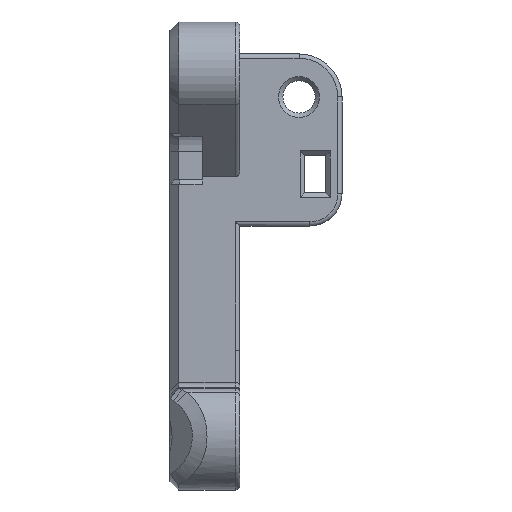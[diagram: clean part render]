
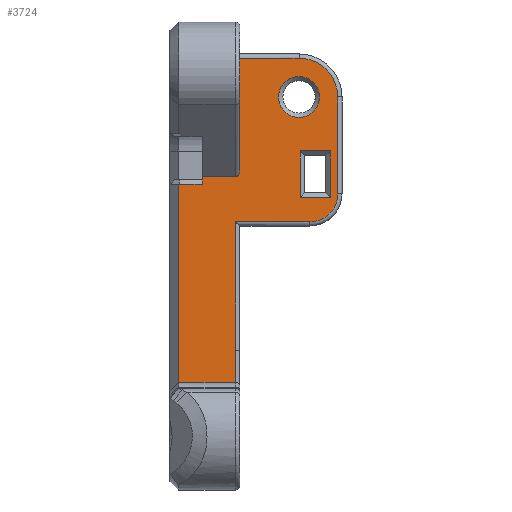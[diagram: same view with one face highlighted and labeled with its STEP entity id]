
A CAD part, left-side view. The second image highlights one B-rep face of the part: STEP entity #3724.
In plain terms, the highlighted planar face has unit normal (-1, 0, 0).
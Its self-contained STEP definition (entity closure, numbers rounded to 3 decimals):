
#86=FACE_BOUND('',#515,.T.);
#87=FACE_BOUND('',#516,.T.);
#103=PLANE('',#4037);
#282=FACE_OUTER_BOUND('',#514,.T.);
#514=EDGE_LOOP('',(#2696,#2697,#2698,#2699,#2700,#2701,#2702,#2703,#2704,
#2705,#2706,#2707,#2708,#2709));
#515=EDGE_LOOP('',(#2710));
#516=EDGE_LOOP('',(#2711,#2712,#2713,#2714));
#713=ELLIPSE('',#4038,0.566,0.4);
#766=CIRCLE('',#4000,3.6);
#769=CIRCLE('',#4005,2.6);
#787=CIRCLE('',#4039,1.9);
#939=LINE('',#5669,#1278);
#940=LINE('',#5672,#1279);
#941=LINE('',#5679,#1280);
#943=LINE('',#5700,#1282);
#944=LINE('',#5706,#1283);
#955=LINE('',#5805,#1294);
#957=LINE('',#5809,#1296);
#958=LINE('',#5813,#1297);
#959=LINE('',#5815,#1298);
#960=LINE('',#5817,#1299);
#961=LINE('',#5818,#1300);
#962=LINE('',#5823,#1301);
#963=LINE('',#5825,#1302);
#964=LINE('',#5827,#1303);
#965=LINE('',#5828,#1304);
#1278=VECTOR('',#4512,10.);
#1279=VECTOR('',#4515,10.);
#1280=VECTOR('',#4522,10.);
#1282=VECTOR('',#4536,10.);
#1283=VECTOR('',#4545,10.);
#1294=VECTOR('',#4616,10.);
#1296=VECTOR('',#4620,10.);
#1297=VECTOR('',#4623,10.);
#1298=VECTOR('',#4624,10.);
#1299=VECTOR('',#4625,10.);
#1300=VECTOR('',#4626,10.);
#1301=VECTOR('',#4629,10.);
#1302=VECTOR('',#4630,10.);
#1303=VECTOR('',#4631,10.);
#1304=VECTOR('',#4632,10.);
#1645=VERTEX_POINT('',#5661);
#1647=VERTEX_POINT('',#5667);
#1648=VERTEX_POINT('',#5671);
#1650=VERTEX_POINT('',#5676);
#1651=VERTEX_POINT('',#5678);
#1653=VERTEX_POINT('',#5694);
#1654=VERTEX_POINT('',#5698);
#1655=VERTEX_POINT('',#5702);
#1673=VERTEX_POINT('',#5804);
#1674=VERTEX_POINT('',#5808);
#1675=VERTEX_POINT('',#5810);
#1676=VERTEX_POINT('',#5812);
#1677=VERTEX_POINT('',#5814);
#1678=VERTEX_POINT('',#5816);
#1679=VERTEX_POINT('',#5819);
#1680=VERTEX_POINT('',#5821);
#1681=VERTEX_POINT('',#5822);
#1682=VERTEX_POINT('',#5824);
#1683=VERTEX_POINT('',#5826);
#2010=EDGE_CURVE('',#1647,#1645,#939,.T.);
#2011=EDGE_CURVE('',#1648,#1647,#940,.T.);
#2014=EDGE_CURVE('',#1650,#1651,#941,.T.);
#2019=EDGE_CURVE('',#1651,#1653,#766,.T.);
#2021=EDGE_CURVE('',#1653,#1654,#943,.T.);
#2023=EDGE_CURVE('',#1654,#1655,#769,.T.);
#2024=EDGE_CURVE('',#1655,#1648,#944,.T.);
#2055=EDGE_CURVE('',#1645,#1673,#955,.T.);
#2057=EDGE_CURVE('',#1674,#1650,#957,.T.);
#2058=EDGE_CURVE('',#1675,#1674,#713,.F.);
#2059=EDGE_CURVE('',#1676,#1675,#958,.T.);
#2060=EDGE_CURVE('',#1676,#1677,#959,.T.);
#2061=EDGE_CURVE('',#1678,#1677,#960,.T.);
#2062=EDGE_CURVE('',#1673,#1678,#961,.T.);
#2063=EDGE_CURVE('',#1679,#1679,#787,.T.);
#2064=EDGE_CURVE('',#1680,#1681,#962,.T.);
#2065=EDGE_CURVE('',#1682,#1680,#963,.T.);
#2066=EDGE_CURVE('',#1683,#1682,#964,.T.);
#2067=EDGE_CURVE('',#1681,#1683,#965,.T.);
#2696=ORIENTED_EDGE('',*,*,#2010,.F.);
#2697=ORIENTED_EDGE('',*,*,#2011,.F.);
#2698=ORIENTED_EDGE('',*,*,#2024,.F.);
#2699=ORIENTED_EDGE('',*,*,#2023,.F.);
#2700=ORIENTED_EDGE('',*,*,#2021,.F.);
#2701=ORIENTED_EDGE('',*,*,#2019,.F.);
#2702=ORIENTED_EDGE('',*,*,#2014,.F.);
#2703=ORIENTED_EDGE('',*,*,#2057,.F.);
#2704=ORIENTED_EDGE('',*,*,#2058,.F.);
#2705=ORIENTED_EDGE('',*,*,#2059,.F.);
#2706=ORIENTED_EDGE('',*,*,#2060,.T.);
#2707=ORIENTED_EDGE('',*,*,#2061,.F.);
#2708=ORIENTED_EDGE('',*,*,#2062,.F.);
#2709=ORIENTED_EDGE('',*,*,#2055,.F.);
#2710=ORIENTED_EDGE('',*,*,#2063,.F.);
#2711=ORIENTED_EDGE('',*,*,#2064,.F.);
#2712=ORIENTED_EDGE('',*,*,#2065,.F.);
#2713=ORIENTED_EDGE('',*,*,#2066,.F.);
#2714=ORIENTED_EDGE('',*,*,#2067,.F.);
#3724=ADVANCED_FACE('',(#282,#86,#87),#103,.T.);
#4000=AXIS2_PLACEMENT_3D('',#5696,#4530,#4531);
#4005=AXIS2_PLACEMENT_3D('',#5704,#4541,#4542);
#4037=AXIS2_PLACEMENT_3D('',#5807,#4618,#4619);
#4038=AXIS2_PLACEMENT_3D('',#5811,#4621,#4622);
#4039=AXIS2_PLACEMENT_3D('',#5820,#4627,#4628);
#4512=DIRECTION('',(0.,0.,-1.));
#4515=DIRECTION('',(0.,0.,-1.));
#4522=DIRECTION('',(0.,-1.,0.));
#4530=DIRECTION('center_axis',(1.,0.,0.));
#4531=DIRECTION('ref_axis',(0.,-0.707,0.707));
#4536=DIRECTION('',(0.,0.,-1.));
#4541=DIRECTION('center_axis',(1.,0.,0.));
#4542=DIRECTION('ref_axis',(0.,-0.707,-0.707));
#4545=DIRECTION('',(0.,1.,0.));
#4616=DIRECTION('',(0.,1.,0.));
#4618=DIRECTION('center_axis',(-1.,0.,0.));
#4619=DIRECTION('ref_axis',(0.,0.,-1.));
#4620=DIRECTION('',(0.,0.,1.));
#4621=DIRECTION('center_axis',(1.,0.,0.));
#4622=DIRECTION('ref_axis',(0.,0.,-1.));
#4623=DIRECTION('',(0.,-1.,0.));
#4624=DIRECTION('',(0.,0.,-1.));
#4625=DIRECTION('',(0.,-1.,0.));
#4626=DIRECTION('',(0.,0.,1.));
#4627=DIRECTION('center_axis',(-1.,0.,0.));
#4628=DIRECTION('ref_axis',(0.,-1.,0.));
#4629=DIRECTION('',(0.,0.,1.));
#4630=DIRECTION('',(0.,-1.,0.));
#4631=DIRECTION('',(0.,0.,-1.));
#4632=DIRECTION('',(0.,1.,0.));
#5661=CARTESIAN_POINT('',(-49.177,21.404,116.852));
#5667=CARTESIAN_POINT('',(-49.177,21.404,119.852));
#5669=CARTESIAN_POINT('',(-49.177,21.404,139.452));
#5671=CARTESIAN_POINT('',(-49.177,21.404,131.784));
#5672=CARTESIAN_POINT('',(-49.177,21.404,140.843));
#5676=CARTESIAN_POINT('',(-49.177,21.004,146.984));
#5678=CARTESIAN_POINT('',(-49.177,15.504,146.984));
#5679=CARTESIAN_POINT('',(-49.177,19.252,146.984));
#5694=CARTESIAN_POINT('',(-49.177,11.904,143.384));
#5696=CARTESIAN_POINT('Origin',(-49.177,15.504,143.384));
#5698=CARTESIAN_POINT('',(-49.177,11.904,134.384));
#5700=CARTESIAN_POINT('',(-49.177,11.904,146.843));
#5702=CARTESIAN_POINT('',(-49.177,14.504,131.784));
#5704=CARTESIAN_POINT('Origin',(-49.177,14.504,134.384));
#5706=CARTESIAN_POINT('',(-49.177,16.254,131.784));
#5804=CARTESIAN_POINT('',(-49.177,26.7,116.852));
#5805=CARTESIAN_POINT('',(-49.177,22.688,116.852));
#5807=CARTESIAN_POINT('Origin',(-49.177,21.004,150.302));
#5808=CARTESIAN_POINT('',(-49.177,21.004,136.53));
#5809=CARTESIAN_POINT('',(-49.177,21.004,139.452));
#5810=CARTESIAN_POINT('',(-49.177,21.404,135.965));
#5811=CARTESIAN_POINT('Origin',(-49.177,21.404,136.53));
#5812=CARTESIAN_POINT('',(-49.177,24.5,135.965));
#5813=CARTESIAN_POINT('',(-49.177,27.5,135.965));
#5814=CARTESIAN_POINT('',(-49.177,24.5,135.278));
#5815=CARTESIAN_POINT('',(-49.177,24.5,143.633));
#5816=CARTESIAN_POINT('',(-49.177,26.7,135.278));
#5817=CARTESIAN_POINT('',(-49.177,24.252,135.278));
#5818=CARTESIAN_POINT('',(-49.177,26.7,140.651));
#5819=CARTESIAN_POINT('',(-49.177,17.404,143.384));
#5820=CARTESIAN_POINT('Origin',(-49.177,15.504,143.384));
#5821=CARTESIAN_POINT('',(-49.177,12.604,134.065));
#5822=CARTESIAN_POINT('',(-49.177,12.604,138.365));
#5823=CARTESIAN_POINT('',(-49.177,12.604,144.133));
#5824=CARTESIAN_POINT('',(-49.177,15.404,134.065));
#5825=CARTESIAN_POINT('',(-49.177,17.004,134.065));
#5826=CARTESIAN_POINT('',(-49.177,15.404,138.365));
#5827=CARTESIAN_POINT('',(-49.177,15.404,142.383));
#5828=CARTESIAN_POINT('',(-49.177,18.004,138.365));
